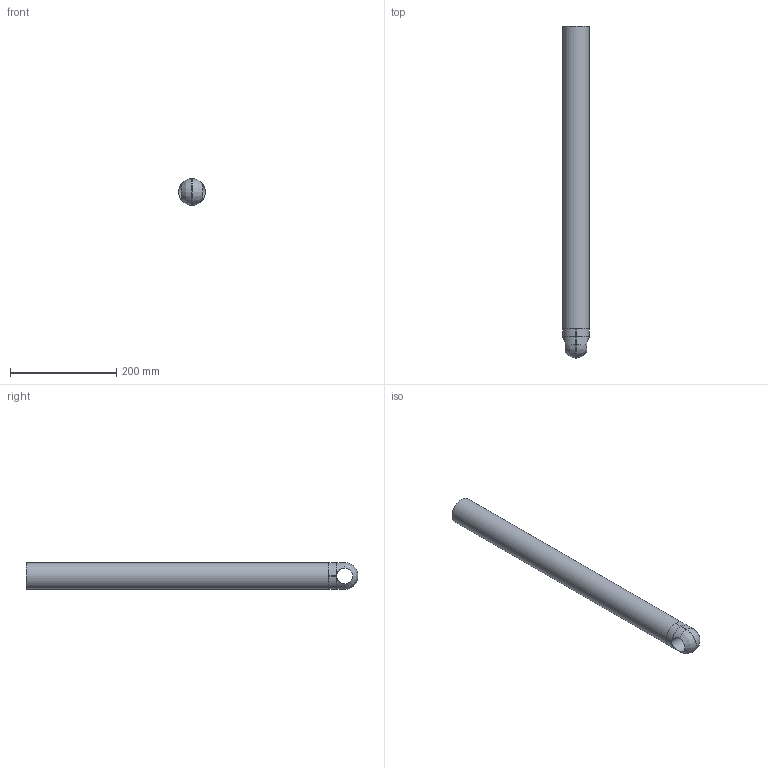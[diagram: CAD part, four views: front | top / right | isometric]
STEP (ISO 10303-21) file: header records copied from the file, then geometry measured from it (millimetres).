
FILE_DESCRIPTION(/* description */ (''),/* implementation_level */ '2;1');
FILE_NAME(/* name */ 'Piston_Stick.stp',/* time_stamp */ '2025-05-02T11:57:02+02:00',/* author */ ('elias'),/* organization */ (''),/* preprocessor_version */ 'ST-DEVELOPER v20.1',/* originating_system */ 'Autodesk Inventor 2026',/* authorisation */ '');
FILE_SCHEMA (('AUTOMOTIVE_DESIGN { 1 0 10303 214 3 1 1 }'));
Length unit declared in the file: millimetre
Products named in the file (1): Piston_Bom
Bounding box: 50 x 625 x 50 mm (x, y, z)
Volume: 1178061.9 mm3; surface area: 102627.2 mm2
Topology: 1 solids, 1 shells, 22 faces, 53 edges, 31 vertices
Faces by surface type: cylinder 11, plane 9, bspline 2
Full cylindrical faces by diameter (mm): 30 x1, 50 x1
Entity records: 865 total; most frequent: CARTESIAN_POINT 303, DIRECTION 116, ORIENTED_EDGE 106, EDGE_CURVE 53, AXIS2_PLACEMENT_3D 46, VERTEX_POINT 31, CIRCLE 25, LINE 24
